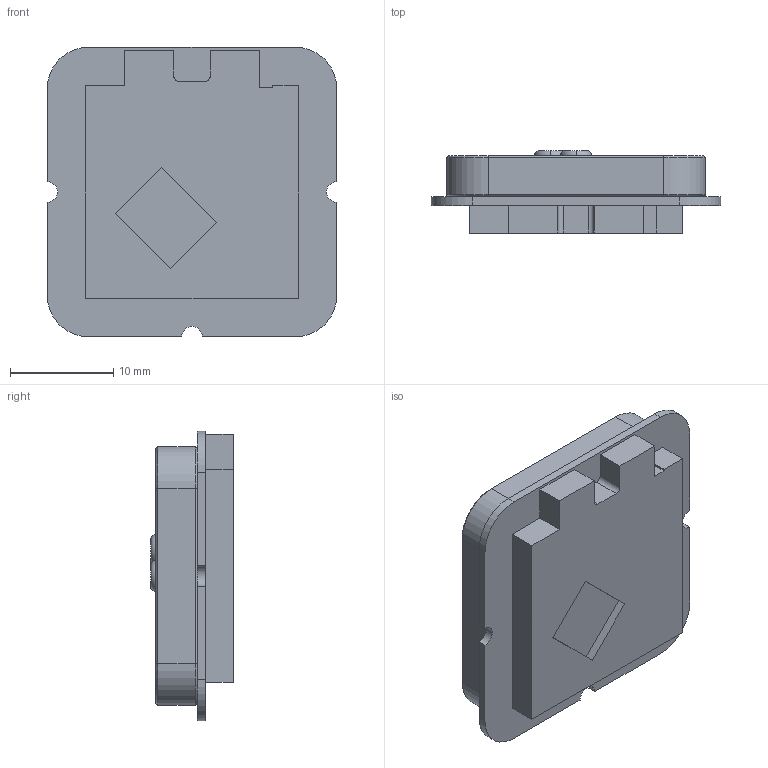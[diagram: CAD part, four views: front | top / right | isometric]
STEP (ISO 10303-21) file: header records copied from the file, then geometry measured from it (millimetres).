
FILE_DESCRIPTION (( 'STEP AP214' ), '1' );
FILE_NAME ('ADFGP.25E.07.0060A.STEP', '2020-06-29T06:52:46', ( '' ), ( '' ), 'SwSTEP 2.0', 'SolidWorks 2018', '' );
FILE_SCHEMA (( 'AUTOMOTIVE_DESIGN' ));
Length unit declared in the file: millimetre
Products named in the file (1): ADFGP.25E.07.0060A
Bounding box: 28 x 8 x 28 mm (x, y, z)
Volume: 3527.7 mm3; surface area: 4464.9 mm2
Topology: 3 solids, 3 shells, 358 faces, 947 edges, 626 vertices
Faces by surface type: plane 209, bspline 112, cylinder 25, cone 8, torus 4
Entity records: 16287 total; most frequent: CARTESIAN_POINT 5172, ORIENTED_EDGE 1894, DIRECTION 1287, EDGE_CURVE 947, VECTOR 653, LINE 653, VERTEX_POINT 626, EDGE_LOOP 391
